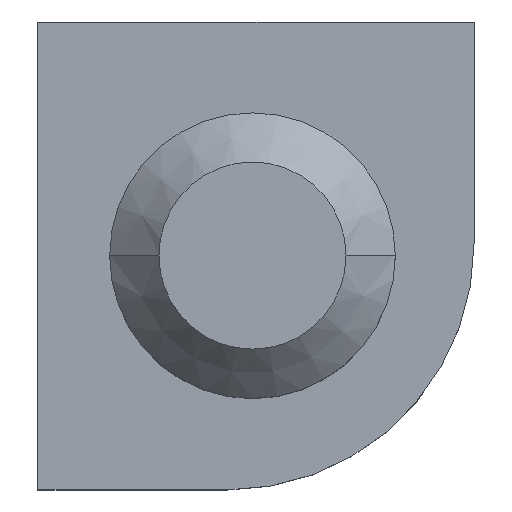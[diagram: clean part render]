
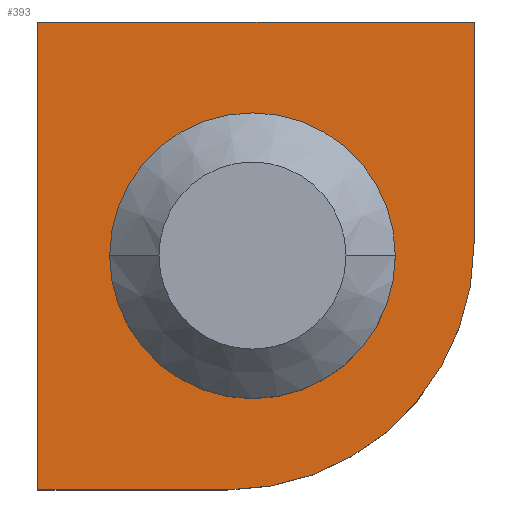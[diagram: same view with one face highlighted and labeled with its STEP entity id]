
A CAD part, top view. The second image highlights one B-rep face of the part: STEP entity #393.
In plain terms, the highlighted planar face has unit normal (0, 0, 1).
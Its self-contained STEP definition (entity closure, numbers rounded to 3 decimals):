
#15 = CARTESIAN_POINT ( 'NONE',  ( 8.22, 4.75, -14.545 ) ) ;
#23 = FACE_OUTER_BOUND ( 'NONE', #111, .T. ) ;
#24 = ORIENTED_EDGE ( 'NONE', *, *, #444, .F. ) ;
#25 = EDGE_CURVE ( 'NONE', #67, #221, #438, .T. ) ;
#30 = CIRCLE ( 'NONE', #347, 2.9 ) ;
#32 = ORIENTED_EDGE ( 'NONE', *, *, #307, .F. ) ;
#51 = CIRCLE ( 'NONE', #383, 2.9 ) ;
#59 = LINE ( 'NONE', #356, #411 ) ;
#60 = VECTOR ( 'NONE', #141, 1000. ) ;
#65 = VERTEX_POINT ( 'NONE', #374 ) ;
#67 = VERTEX_POINT ( 'NONE', #451 ) ;
#70 = CARTESIAN_POINT ( 'NONE',  ( 6.763, 4.5, -14.545 ) ) ;
#77 = EDGE_CURVE ( 'NONE', #343, #454, #335, .T. ) ;
#104 = DIRECTION ( 'NONE',  ( 0., 0., -1. ) ) ;
#111 = EDGE_LOOP ( 'NONE', ( #24, #309, #126, #32, #419 ) ) ;
#126 = ORIENTED_EDGE ( 'NONE', *, *, #273, .T. ) ;
#138 = DIRECTION ( 'NONE',  ( -1., 0., 0. ) ) ;
#141 = DIRECTION ( 'NONE',  ( 1., 0., 0. ) ) ;
#144 = CARTESIAN_POINT ( 'NONE',  ( 10.62, 5., -14.545 ) ) ;
#151 = DIRECTION ( 'NONE',  ( 0., -1., 0. ) ) ;
#154 = VERTEX_POINT ( 'NONE', #15 ) ;
#157 = EDGE_CURVE ( 'NONE', #65, #154, #51, .T. ) ;
#160 = CIRCLE ( 'NONE', #265, 5. ) ;
#172 = CARTESIAN_POINT ( 'NONE',  ( 11.12, 4.75, -14.545 ) ) ;
#185 = CARTESIAN_POINT ( 'NONE',  ( 0., 9.5, -14.545 ) ) ;
#189 = EDGE_CURVE ( 'NONE', #154, #65, #30, .T. ) ;
#202 = CARTESIAN_POINT ( 'NONE',  ( 11.12, 4.75, -14.545 ) ) ;
#206 = DIRECTION ( 'NONE',  ( 0., 0., 1. ) ) ;
#216 = CARTESIAN_POINT ( 'NONE',  ( 15.62, 9.5, -14.545 ) ) ;
#221 = VERTEX_POINT ( 'NONE', #315 ) ;
#238 = ORIENTED_EDGE ( 'NONE', *, *, #189, .F. ) ;
#251 = DIRECTION ( 'NONE',  ( -1., 0., 0. ) ) ;
#258 = AXIS2_PLACEMENT_3D ( 'NONE', #474, #104, #251 ) ;
#259 = VECTOR ( 'NONE', #151, 1000. ) ;
#263 = EDGE_LOOP ( 'NONE', ( #238, #400 ) ) ;
#265 = AXIS2_PLACEMENT_3D ( 'NONE', #144, #329, #289 ) ;
#273 = EDGE_CURVE ( 'NONE', #221, #277, #59, .T. ) ;
#277 = VERTEX_POINT ( 'NONE', #466 ) ;
#289 = DIRECTION ( 'NONE',  ( 1., 0., 0. ) ) ;
#295 = CARTESIAN_POINT ( 'NONE',  ( 15.62, 5., -14.545 ) ) ;
#307 = EDGE_CURVE ( 'NONE', #454, #277, #160, .T. ) ;
#309 = ORIENTED_EDGE ( 'NONE', *, *, #25, .T. ) ;
#315 = CARTESIAN_POINT ( 'NONE',  ( 6.763, 0., -14.545 ) ) ;
#318 = DIRECTION ( 'NONE',  ( 1., 0., 0. ) ) ;
#329 = DIRECTION ( 'NONE',  ( 0., 0., -1. ) ) ;
#335 = LINE ( 'NONE', #447, #425 ) ;
#343 = VERTEX_POINT ( 'NONE', #216 ) ;
#347 = AXIS2_PLACEMENT_3D ( 'NONE', #172, #206, #138 ) ;
#356 = CARTESIAN_POINT ( 'NONE',  ( 15.62, 0., -14.545 ) ) ;
#374 = CARTESIAN_POINT ( 'NONE',  ( 14.02, 4.75, -14.545 ) ) ;
#383 = AXIS2_PLACEMENT_3D ( 'NONE', #202, #457, #384 ) ;
#384 = DIRECTION ( 'NONE',  ( -1., 0., 0. ) ) ;
#392 = LINE ( 'NONE', #185, #60 ) ;
#393 = ADVANCED_FACE ( 'NONE', ( #435, #23 ), #476, .F. ) ;
#400 = ORIENTED_EDGE ( 'NONE', *, *, #157, .F. ) ;
#411 = VECTOR ( 'NONE', #318, 1000. ) ;
#419 = ORIENTED_EDGE ( 'NONE', *, *, #77, .F. ) ;
#425 = VECTOR ( 'NONE', #482, 1000. ) ;
#435 = FACE_BOUND ( 'NONE', #263, .T. ) ;
#438 = LINE ( 'NONE', #70, #259 ) ;
#444 = EDGE_CURVE ( 'NONE', #67, #343, #392, .T. ) ;
#447 = CARTESIAN_POINT ( 'NONE',  ( 15.62, 4.5, -14.545 ) ) ;
#451 = CARTESIAN_POINT ( 'NONE',  ( 6.763, 9.5, -14.545 ) ) ;
#454 = VERTEX_POINT ( 'NONE', #295 ) ;
#457 = DIRECTION ( 'NONE',  ( 0., 0., 1. ) ) ;
#466 = CARTESIAN_POINT ( 'NONE',  ( 10.62, 0., -14.545 ) ) ;
#474 = CARTESIAN_POINT ( 'NONE',  ( 15.62, 4.5, -14.545 ) ) ;
#476 = PLANE ( 'NONE',  #258 ) ;
#482 = DIRECTION ( 'NONE',  ( 0., -1., 0. ) ) ;
